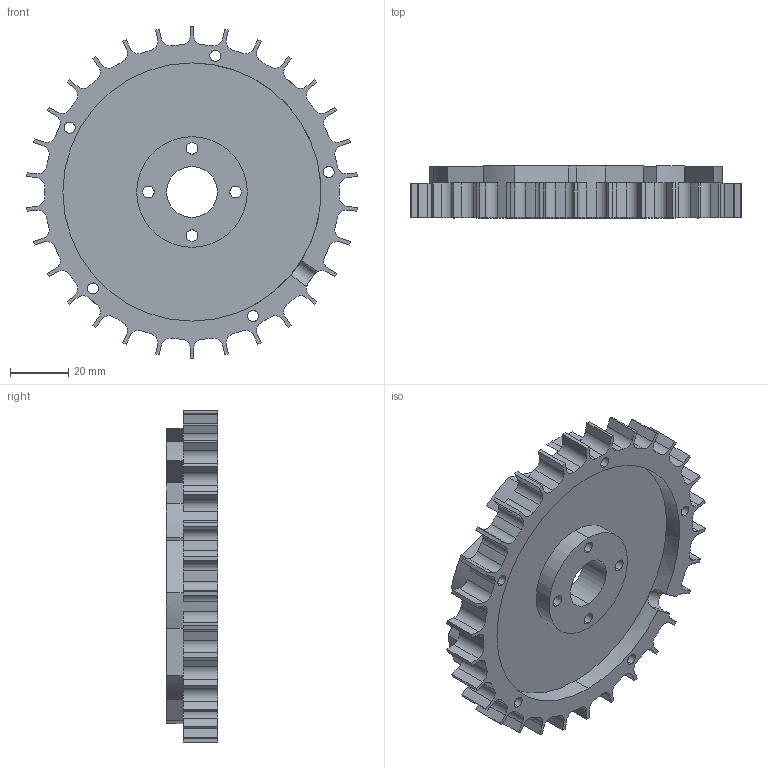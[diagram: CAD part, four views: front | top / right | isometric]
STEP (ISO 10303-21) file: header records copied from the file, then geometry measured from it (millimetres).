
FILE_DESCRIPTION (( 'STEP AP214' ), '1' );
FILE_NAME ('diffuserCAM.STEP', '2024-05-05T00:23:55', ( '' ), ( '' ), 'SwSTEP 2.0', 'SolidWorks 2023', '' );
FILE_SCHEMA (( 'AUTOMOTIVE_DESIGN' ));
Length unit declared in the file: inch
Products named in the file (1): diffuserCAM
Bounding box: 113.81 x 17.78 x 114.3 mm (x, y, z)
Volume: 66365.5 mm3; surface area: 32812.8 mm2
Topology: 1 solids, 1 shells, 282 faces, 801 edges, 527 vertices
Faces by surface type: cylinder 141, plane 141
Entity records: 9372 total; most frequent: CARTESIAN_POINT 1680, DIRECTION 1671, ORIENTED_EDGE 1602, EDGE_CURVE 801, AXIS2_PLACEMENT_3D 592, VERTEX_POINT 527, LINE 487, VECTOR 487
